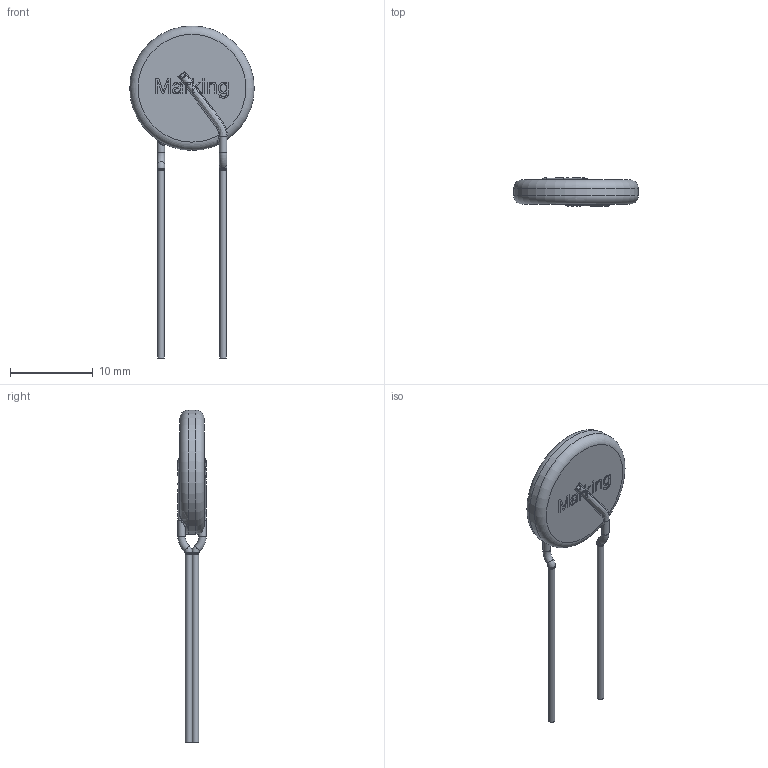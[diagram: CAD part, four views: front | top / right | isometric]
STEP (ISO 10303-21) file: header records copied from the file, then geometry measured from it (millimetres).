
FILE_DESCRIPTION(/* description */ (''),/* implementation_level */ '2;1');
FILE_NAME(/* name */ '820x41406x',/* time_stamp */ '2018-12-04T13:26:26+01:00',/* author */ ('WJ'),/* organization */ ('WÃ¼rth Elektronik eiSos GmbH & Co. KG'),/* preprocessor_version */ 'ST-DEVELOPER v16.7',/* originating_system */ 'DEX',/* authorisation */ $);
FILE_SCHEMA (('AUTOMOTIVE_DESIGN {1 0 10303 214 3 1 1}'));
Length unit declared in the file: millimetre
Products named in the file (4): 820x41406x; part2; part1; part3
Assembly tree (3 placements, depth 2):
  820x41406x
    part2
    part1
    part3
Bounding box: 15 x 3.4 x 40.01 mm (x, y, z)
Volume: 523.4 mm3; surface area: 1294.6 mm2
Topology: 3 solids, 3 shells, 186 faces, 506 edges, 332 vertices
Faces by surface type: bspline 86, plane 84, cylinder 8, torus 8
Full cylindrical faces by diameter (mm): 0.8 x2, 0.9 x2, 15 x1
Entity records: 10414 total; most frequent: CARTESIAN_POINT 5299, ORIENTED_EDGE 948, EDGE_CURVE 474, DIRECTION 451, VERTEX_POINT 320, B_SPLINE_CURVE_WITH_KNOTS 265, EDGE_LOOP 212, FACE_BOUND 212
